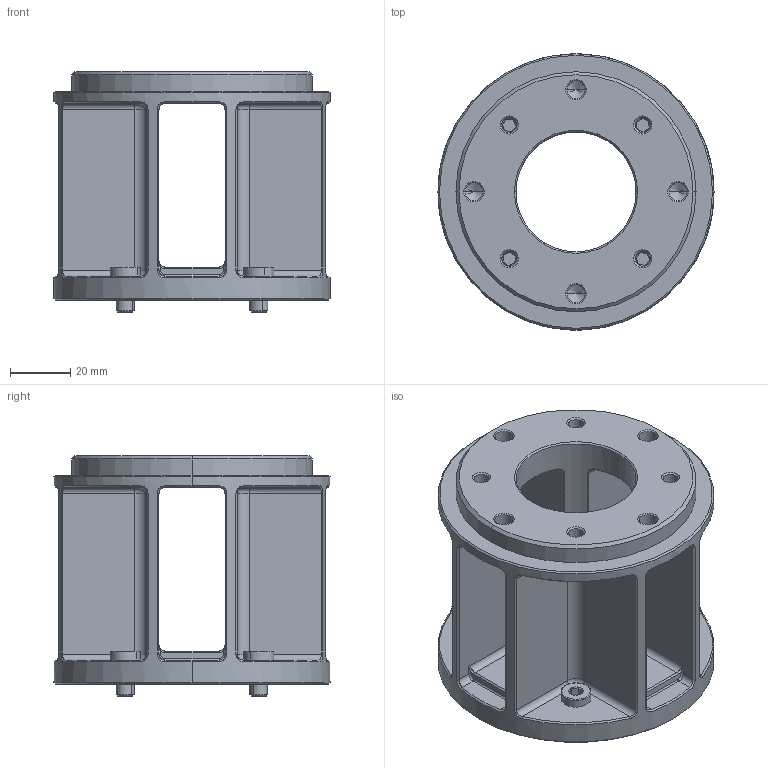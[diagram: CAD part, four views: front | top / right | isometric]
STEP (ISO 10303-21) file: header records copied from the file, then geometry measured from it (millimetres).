
FILE_DESCRIPTION (( 'STEP AP214' ), '1' );
FILE_NAME ('Zivid On-Arm Extender OA02E.STEP', '2022-01-31T14:35:35', ( '' ), ( '' ), 'SwSTEP 2.0', 'SolidWorks 2021', '' );
FILE_SCHEMA (( 'AUTOMOTIVE_DESIGN' ));
Length unit declared in the file: millimetre
Products named in the file (1): Zivid On-Arm Extender OA02E
Bounding box: 92 x 92 x 80 mm (x, y, z)
Volume: 132770.5 mm3; surface area: 58670.8 mm2
Topology: 5 solids, 5 shells, 420 faces, 964 edges, 556 vertices
Faces by surface type: cylinder 120, plane 108, cone 102, bspline 56, torus 34
Entity records: 23520 total; most frequent: CARTESIAN_POINT 9781, ORIENTED_EDGE 1896, DIRECTION 1832, EDGE_CURVE 948, AXIS2_PLACEMENT_3D 735, VERTEX_POINT 556, EDGE_LOOP 464, UNCERTAINTY_MEASURE_WITH_UNIT 427
